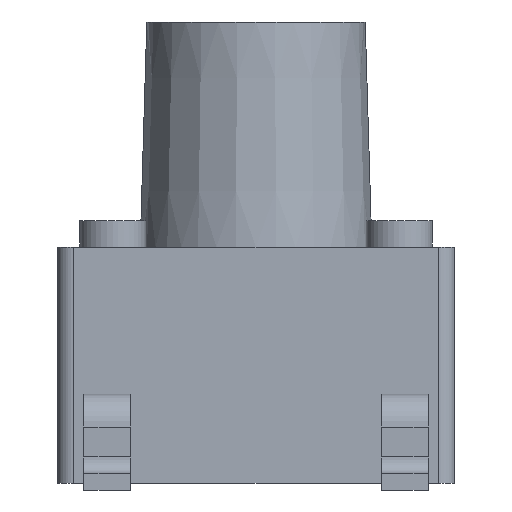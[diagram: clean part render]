
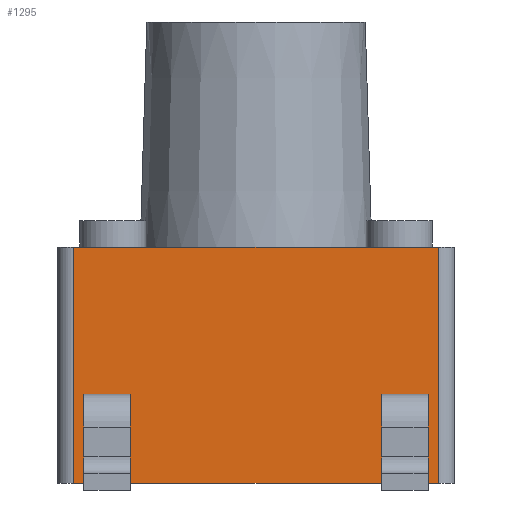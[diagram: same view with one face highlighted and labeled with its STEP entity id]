
A CAD part, front view. The second image highlights one B-rep face of the part: STEP entity #1295.
In plain terms, the highlighted planar face has unit normal (0, -1, 0).
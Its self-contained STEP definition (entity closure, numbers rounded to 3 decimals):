
#33=DIRECTION('',(1.,0.,0.));
#34=VECTOR('',#33,5.5);
#35=CARTESIAN_POINT('',(-2.75,-3.,-3.57));
#36=LINE('',#35,#34);
#132=DIRECTION('',(0.,0.,-1.));
#133=VECTOR('',#132,3.57);
#134=CARTESIAN_POINT('',(2.75,-3.,0.));
#135=LINE('',#134,#133);
#136=DIRECTION('',(0.,0.,1.));
#137=VECTOR('',#136,3.57);
#138=CARTESIAN_POINT('',(-2.75,-3.,-3.57));
#139=LINE('',#138,#137);
#140=DIRECTION('',(1.,0.,0.));
#141=VECTOR('',#140,5.5);
#142=CARTESIAN_POINT('',(-2.75,-3.,0.));
#143=LINE('',#142,#141);
#144=DIRECTION('',(0.,0.,1.));
#145=VECTOR('',#144,0.25);
#146=CARTESIAN_POINT('',(-2.6,-3.,-2.47));
#147=LINE('',#146,#145);
#148=DIRECTION('',(1.,0.,0.));
#149=VECTOR('',#148,0.7);
#150=CARTESIAN_POINT('',(-2.6,-3.,-2.47));
#151=LINE('',#150,#149);
#152=DIRECTION('',(0.,0.,1.));
#153=VECTOR('',#152,0.25);
#154=CARTESIAN_POINT('',(-1.9,-3.,-2.47));
#155=LINE('',#154,#153);
#156=DIRECTION('',(1.,0.,0.));
#157=VECTOR('',#156,0.7);
#158=CARTESIAN_POINT('',(-2.6,-3.,-2.22));
#159=LINE('',#158,#157);
#160=DIRECTION('',(0.,0.,1.));
#161=VECTOR('',#160,0.25);
#162=CARTESIAN_POINT('',(1.9,-3.,-2.47));
#163=LINE('',#162,#161);
#164=DIRECTION('',(1.,0.,0.));
#165=VECTOR('',#164,0.7);
#166=CARTESIAN_POINT('',(1.9,-3.,-2.47));
#167=LINE('',#166,#165);
#168=DIRECTION('',(0.,0.,1.));
#169=VECTOR('',#168,0.25);
#170=CARTESIAN_POINT('',(2.6,-3.,-2.47));
#171=LINE('',#170,#169);
#172=DIRECTION('',(1.,0.,0.));
#173=VECTOR('',#172,0.7);
#174=CARTESIAN_POINT('',(1.9,-3.,-2.22));
#175=LINE('',#174,#173);
#966=CARTESIAN_POINT('',(-2.6,-3.,-2.47));
#967=CARTESIAN_POINT('',(-2.6,-3.,-2.22));
#968=VERTEX_POINT('',#966);
#969=VERTEX_POINT('',#967);
#970=CARTESIAN_POINT('',(-1.9,-3.,-2.47));
#971=CARTESIAN_POINT('',(-1.9,-3.,-2.22));
#972=VERTEX_POINT('',#970);
#973=VERTEX_POINT('',#971);
#982=CARTESIAN_POINT('',(1.9,-3.,-2.47));
#983=CARTESIAN_POINT('',(1.9,-3.,-2.22));
#984=VERTEX_POINT('',#982);
#985=VERTEX_POINT('',#983);
#986=CARTESIAN_POINT('',(2.6,-3.,-2.47));
#987=CARTESIAN_POINT('',(2.6,-3.,-2.22));
#988=VERTEX_POINT('',#986);
#989=VERTEX_POINT('',#987);
#1015=CARTESIAN_POINT('',(2.75,-3.,-3.57));
#1017=VERTEX_POINT('',#1015);
#1018=CARTESIAN_POINT('',(2.75,-3.,0.));
#1019=VERTEX_POINT('',#1018);
#1023=CARTESIAN_POINT('',(-2.75,-3.,0.));
#1025=VERTEX_POINT('',#1023);
#1026=CARTESIAN_POINT('',(-2.75,-3.,-3.57));
#1027=VERTEX_POINT('',#1026);
#1263=CARTESIAN_POINT('',(-3.,-3.,0.));
#1264=DIRECTION('',(0.,-1.,0.));
#1265=DIRECTION('',(0.,0.,-1.));
#1266=AXIS2_PLACEMENT_3D('',#1263,#1264,#1265);
#1267=PLANE('',#1266);
#1268=ORIENTED_EDGE('',*,*,#1256,.T.);
#1269=ORIENTED_EDGE('',*,*,#1162,.F.);
#1271=ORIENTED_EDGE('',*,*,#1270,.T.);
#1272=ORIENTED_EDGE('',*,*,#1196,.T.);
#1273=EDGE_LOOP('',(#1268,#1269,#1271,#1272));
#1274=FACE_OUTER_BOUND('',#1273,.F.);
#1276=ORIENTED_EDGE('',*,*,#1275,.F.);
#1278=ORIENTED_EDGE('',*,*,#1277,.T.);
#1280=ORIENTED_EDGE('',*,*,#1279,.T.);
#1282=ORIENTED_EDGE('',*,*,#1281,.F.);
#1283=EDGE_LOOP('',(#1276,#1278,#1280,#1282));
#1284=FACE_BOUND('',#1283,.F.);
#1286=ORIENTED_EDGE('',*,*,#1285,.F.);
#1288=ORIENTED_EDGE('',*,*,#1287,.T.);
#1290=ORIENTED_EDGE('',*,*,#1289,.T.);
#1292=ORIENTED_EDGE('',*,*,#1291,.F.);
#1293=EDGE_LOOP('',(#1286,#1288,#1290,#1292));
#1294=FACE_BOUND('',#1293,.F.);
#1162=EDGE_CURVE('',#1027,#1017,#36,.T.);
#1196=EDGE_CURVE('',#1025,#1019,#143,.T.);
#1256=EDGE_CURVE('',#1019,#1017,#135,.T.);
#1270=EDGE_CURVE('',#1027,#1025,#139,.T.);
#1275=EDGE_CURVE('',#968,#969,#147,.T.);
#1277=EDGE_CURVE('',#968,#972,#151,.T.);
#1279=EDGE_CURVE('',#972,#973,#155,.T.);
#1281=EDGE_CURVE('',#969,#973,#159,.T.);
#1285=EDGE_CURVE('',#984,#985,#163,.T.);
#1287=EDGE_CURVE('',#984,#988,#167,.T.);
#1289=EDGE_CURVE('',#988,#989,#171,.T.);
#1291=EDGE_CURVE('',#985,#989,#175,.T.);
#1295=ADVANCED_FACE('',(#1274,#1284,#1294),#1267,.T.);
